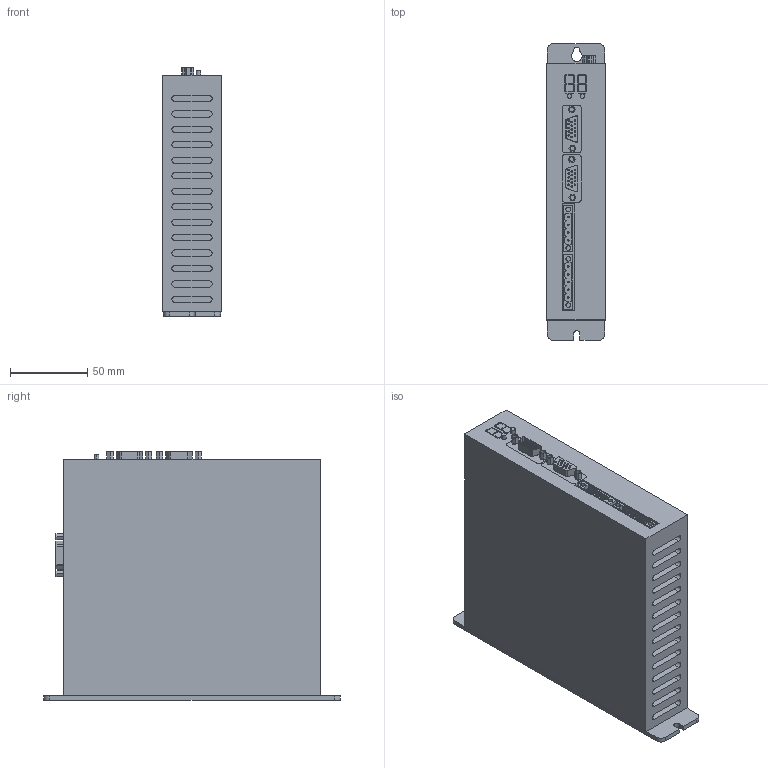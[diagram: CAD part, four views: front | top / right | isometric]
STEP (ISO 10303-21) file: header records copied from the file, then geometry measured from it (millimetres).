
FILE_DESCRIPTION (( 'STEP AP214' ), '1' );
FILE_NAME ('蝠霜侜督50W~400W.STEP', '2017-08-01T04:41:22', ( 'Windows' ), ( 'Microsoft' ), 'SwSTEP 2.0', 'SolidWorks 2014', '' );
FILE_SCHEMA (( 'AUTOMOTIVE_DESIGN' ));
Length unit declared in the file: millimetre
Products named in the file (1): 蝠霜侜督50W~400W
Bounding box: 38 x 192 x 161.01 mm (x, y, z)
Volume: 972627.3 mm3; surface area: 89995.6 mm2
Topology: 1 solids, 1 shells, 1274 faces, 3334 edges, 2197 vertices
Faces by surface type: plane 826, cylinder 218, bspline 182, sphere 48
Entity records: 48576 total; most frequent: CARTESIAN_POINT 18460, ORIENTED_EDGE 6476, DIRECTION 5544, EDGE_CURVE 3238, LINE 2390, VECTOR 2390, VERTEX_POINT 2149, AXIS2_PLACEMENT_3D 1577
